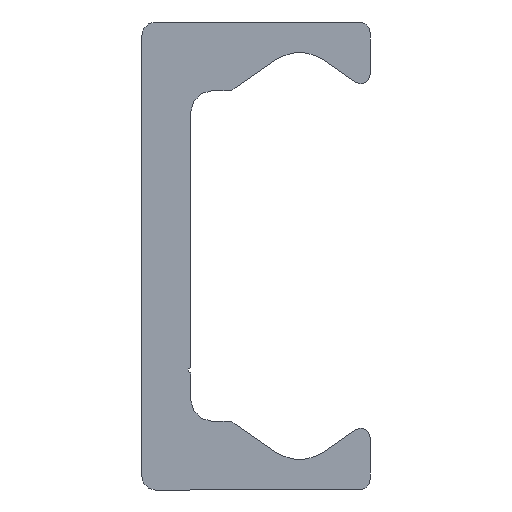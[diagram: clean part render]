
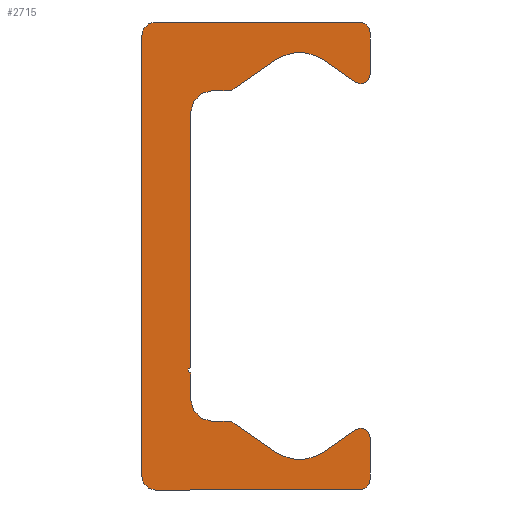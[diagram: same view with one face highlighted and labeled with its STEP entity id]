
A CAD part, left-side view. The second image highlights one B-rep face of the part: STEP entity #2715.
In plain terms, the highlighted planar face has unit normal (-1, 0, 0).
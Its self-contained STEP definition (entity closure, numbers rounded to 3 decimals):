
#1668=CARTESIAN_POINT('',(0.0,9.25,-21.5));
#1669=VERTEX_POINT('',#1668);
#1676=CARTESIAN_POINT('',(0.0,10.5,-20.25));
#1677=VERTEX_POINT('',#1676);
#1678=CARTESIAN_POINT('',(0.0,9.25,-20.25));
#1679=DIRECTION('',(1.0,0.0,0.0));
#1680=DIRECTION('',(0.0,0.0,-1.0));
#1681=AXIS2_PLACEMENT_3D('',#1678,#1679,#1680);
#1682=CIRCLE('',#1681,1.25);
#1683=EDGE_CURVE('',#1669,#1677,#1682,.T.);
#1707=CARTESIAN_POINT('',(0.0,-9.5,-21.5));
#1708=VERTEX_POINT('',#1707);
#1715=CARTESIAN_POINT('',(0.0,-9.5,-21.5));
#1716=DIRECTION('',(0.0,1.0,0.0));
#1717=VECTOR('',#1716,18.75);
#1718=LINE('',#1715,#1717);
#1719=EDGE_CURVE('',#1708,#1669,#1718,.T.);
#1739=CARTESIAN_POINT('',(0.0,-10.5,-20.5));
#1740=VERTEX_POINT('',#1739);
#1747=CARTESIAN_POINT('',(0.0,-9.5,-20.5));
#1748=DIRECTION('',(1.0,0.0,0.0));
#1749=DIRECTION('',(0.0,-1.0,0.0));
#1750=AXIS2_PLACEMENT_3D('',#1747,#1748,#1749);
#1751=CIRCLE('',#1750,1.0);
#1752=EDGE_CURVE('',#1740,#1708,#1751,.T.);
#1771=CARTESIAN_POINT('',(0.0,-10.5,-16.65));
#1772=VERTEX_POINT('',#1771);
#1779=CARTESIAN_POINT('',(0.0,-10.5,-16.65));
#1780=DIRECTION('',(0.0,0.0,-1.0));
#1781=VECTOR('',#1780,3.85);
#1782=LINE('',#1779,#1781);
#1783=EDGE_CURVE('',#1772,#1740,#1782,.T.);
#1803=CARTESIAN_POINT('',(0.0,-9.162,-15.954));
#1804=VERTEX_POINT('',#1803);
#1811=CARTESIAN_POINT('',(0.0,-9.65,-16.65));
#1812=DIRECTION('',(1.0,0.0,0.0));
#1813=DIRECTION('',(0.0,0.574,0.819));
#1814=AXIS2_PLACEMENT_3D('',#1811,#1812,#1813);
#1815=CIRCLE('',#1814,0.85);
#1816=EDGE_CURVE('',#1804,#1772,#1815,.T.);
#1835=CARTESIAN_POINT('',(0.0,-6.294,-17.962));
#1836=VERTEX_POINT('',#1835);
#1843=CARTESIAN_POINT('',(0.0,-6.294,-17.962));
#1844=DIRECTION('',(0.0,-0.819,0.574));
#1845=VECTOR('',#1844,3.501);
#1846=LINE('',#1843,#1845);
#1847=EDGE_CURVE('',#1836,#1804,#1846,.T.);
#1867=CARTESIAN_POINT('',(0.0,-1.706,-17.962));
#1868=VERTEX_POINT('',#1867);
#1875=CARTESIAN_POINT('',(0.0,-4.,-14.685));
#1876=DIRECTION('',(-1.0,0.0,0.0));
#1877=DIRECTION('',(0.0,0.574,0.819));
#1878=AXIS2_PLACEMENT_3D('',#1875,#1876,#1877);
#1879=CIRCLE('',#1878,4.0);
#1880=EDGE_CURVE('',#1868,#1836,#1879,.T.);
#1899=CARTESIAN_POINT('',(0.0,1.981,-15.381));
#1900=VERTEX_POINT('',#1899);
#1907=CARTESIAN_POINT('',(0.0,1.981,-15.381));
#1908=DIRECTION('',(0.0,-0.819,-0.574));
#1909=VECTOR('',#1908,4.5);
#1910=LINE('',#1907,#1909);
#1911=EDGE_CURVE('',#1900,#1868,#1910,.T.);
#1931=CARTESIAN_POINT('',(0.0,2.554,-15.2));
#1932=VERTEX_POINT('',#1931);
#1939=CARTESIAN_POINT('',(0.0,2.554,-16.2));
#1940=DIRECTION('',(1.0,0.0,0.0));
#1941=DIRECTION('',(0.0,0.0,1.0));
#1942=AXIS2_PLACEMENT_3D('',#1939,#1940,#1941);
#1943=CIRCLE('',#1942,1.);
#1944=EDGE_CURVE('',#1932,#1900,#1943,.T.);
#1963=CARTESIAN_POINT('',(0.0,4.0,-15.2));
#1964=VERTEX_POINT('',#1963);
#1971=CARTESIAN_POINT('',(0.0,4.0,-15.2));
#1972=DIRECTION('',(0.0,-1.0,0.0));
#1973=VECTOR('',#1972,1.446);
#1974=LINE('',#1971,#1973);
#1975=EDGE_CURVE('',#1964,#1932,#1974,.T.);
#1995=CARTESIAN_POINT('',(0.0,6.,-13.2));
#1996=VERTEX_POINT('',#1995);
#2003=CARTESIAN_POINT('',(0.0,4.,-13.2));
#2004=DIRECTION('',(-1.0,0.0,0.0));
#2005=DIRECTION('',(0.0,0.0,1.0));
#2006=AXIS2_PLACEMENT_3D('',#2003,#2004,#2005);
#2007=CIRCLE('',#2006,2.0);
#2008=EDGE_CURVE('',#1996,#1964,#2007,.T.);
#2027=CARTESIAN_POINT('',(0.0,6.,-10.75));
#2028=VERTEX_POINT('',#2027);
#2035=CARTESIAN_POINT('',(0.0,6.,-10.75));
#2036=DIRECTION('',(0.0,0.0,-1.0));
#2037=VECTOR('',#2036,2.45);
#2038=LINE('',#2035,#2037);
#2039=EDGE_CURVE('',#2028,#1996,#2038,.T.);
#2059=CARTESIAN_POINT('',(0.0,6.,-10.25));
#2060=VERTEX_POINT('',#2059);
#2067=CARTESIAN_POINT('',(0.0,6.,-10.5));
#2068=DIRECTION('',(-1.0,0.0,0.0));
#2069=DIRECTION('',(0.0,0.0,1.0));
#2070=AXIS2_PLACEMENT_3D('',#2067,#2068,#2069);
#2071=CIRCLE('',#2070,0.25);
#2072=EDGE_CURVE('',#2060,#2028,#2071,.T.);
#2091=CARTESIAN_POINT('',(0.0,6.,13.2));
#2092=VERTEX_POINT('',#2091);
#2099=CARTESIAN_POINT('',(0.0,6.,13.2));
#2100=DIRECTION('',(0.0,0.0,-1.0));
#2101=VECTOR('',#2100,23.45);
#2102=LINE('',#2099,#2101);
#2103=EDGE_CURVE('',#2092,#2060,#2102,.T.);
#2222=CARTESIAN_POINT('',(0.0,4.0,15.2));
#2223=VERTEX_POINT('',#2222);
#2230=CARTESIAN_POINT('',(0.0,4.,13.2));
#2231=DIRECTION('',(-1.0,0.0,0.0));
#2232=DIRECTION('',(0.0,-1.0,0.0));
#2233=AXIS2_PLACEMENT_3D('',#2230,#2231,#2232);
#2234=CIRCLE('',#2233,2.0);
#2235=EDGE_CURVE('',#2223,#2092,#2234,.T.);
#2254=CARTESIAN_POINT('',(0.0,2.554,15.2));
#2255=VERTEX_POINT('',#2254);
#2262=CARTESIAN_POINT('',(0.0,2.554,15.2));
#2263=DIRECTION('',(0.0,1.0,0.0));
#2264=VECTOR('',#2263,1.446);
#2265=LINE('',#2262,#2264);
#2266=EDGE_CURVE('',#2255,#2223,#2265,.T.);
#2286=CARTESIAN_POINT('',(0.0,1.981,15.381));
#2287=VERTEX_POINT('',#2286);
#2294=CARTESIAN_POINT('',(0.0,2.554,16.2));
#2295=DIRECTION('',(1.0,0.0,0.0));
#2296=DIRECTION('',(0.0,-0.574,-0.819));
#2297=AXIS2_PLACEMENT_3D('',#2294,#2295,#2296);
#2298=CIRCLE('',#2297,1.);
#2299=EDGE_CURVE('',#2287,#2255,#2298,.T.);
#2318=CARTESIAN_POINT('',(0.0,-1.706,17.962));
#2319=VERTEX_POINT('',#2318);
#2326=CARTESIAN_POINT('',(0.0,-1.706,17.962));
#2327=DIRECTION('',(0.0,0.819,-0.574));
#2328=VECTOR('',#2327,4.5);
#2329=LINE('',#2326,#2328);
#2330=EDGE_CURVE('',#2319,#2287,#2329,.T.);
#2350=CARTESIAN_POINT('',(0.0,-6.294,17.962));
#2351=VERTEX_POINT('',#2350);
#2358=CARTESIAN_POINT('',(0.0,-4.,14.685));
#2359=DIRECTION('',(-1.0,0.0,0.0));
#2360=DIRECTION('',(0.0,-0.574,-0.819));
#2361=AXIS2_PLACEMENT_3D('',#2358,#2359,#2360);
#2362=CIRCLE('',#2361,4.0);
#2363=EDGE_CURVE('',#2351,#2319,#2362,.T.);
#2382=CARTESIAN_POINT('',(0.0,-9.162,15.954));
#2383=VERTEX_POINT('',#2382);
#2390=CARTESIAN_POINT('',(0.0,-9.162,15.954));
#2391=DIRECTION('',(0.0,0.819,0.574));
#2392=VECTOR('',#2391,3.501);
#2393=LINE('',#2390,#2392);
#2394=EDGE_CURVE('',#2383,#2351,#2393,.T.);
#2414=CARTESIAN_POINT('',(0.0,-10.5,16.65));
#2415=VERTEX_POINT('',#2414);
#2422=CARTESIAN_POINT('',(0.0,-9.65,16.65));
#2423=DIRECTION('',(1.0,0.0,0.0));
#2424=DIRECTION('',(0.0,-1.0,0.0));
#2425=AXIS2_PLACEMENT_3D('',#2422,#2423,#2424);
#2426=CIRCLE('',#2425,0.85);
#2427=EDGE_CURVE('',#2415,#2383,#2426,.T.);
#2446=CARTESIAN_POINT('',(0.0,-10.5,20.5));
#2447=VERTEX_POINT('',#2446);
#2454=CARTESIAN_POINT('',(0.0,-10.5,20.5));
#2455=DIRECTION('',(0.0,0.0,-1.0));
#2456=VECTOR('',#2455,3.85);
#2457=LINE('',#2454,#2456);
#2458=EDGE_CURVE('',#2447,#2415,#2457,.T.);
#2478=CARTESIAN_POINT('',(0.0,-9.5,21.5));
#2479=VERTEX_POINT('',#2478);
#2486=CARTESIAN_POINT('',(0.0,-9.5,20.5));
#2487=DIRECTION('',(1.0,0.0,0.0));
#2488=DIRECTION('',(0.0,0.0,1.0));
#2489=AXIS2_PLACEMENT_3D('',#2486,#2487,#2488);
#2490=CIRCLE('',#2489,1.0);
#2491=EDGE_CURVE('',#2479,#2447,#2490,.T.);
#2510=CARTESIAN_POINT('',(0.0,9.25,21.5));
#2511=VERTEX_POINT('',#2510);
#2518=CARTESIAN_POINT('',(0.0,9.25,21.5));
#2519=DIRECTION('',(0.0,-1.0,0.0));
#2520=VECTOR('',#2519,18.75);
#2521=LINE('',#2518,#2520);
#2522=EDGE_CURVE('',#2511,#2479,#2521,.T.);
#2542=CARTESIAN_POINT('',(0.0,10.5,20.25));
#2543=VERTEX_POINT('',#2542);
#2550=CARTESIAN_POINT('',(0.0,9.25,20.25));
#2551=DIRECTION('',(1.0,0.0,0.0));
#2552=DIRECTION('',(0.0,1.0,0.0));
#2553=AXIS2_PLACEMENT_3D('',#2550,#2551,#2552);
#2554=CIRCLE('',#2553,1.25);
#2555=EDGE_CURVE('',#2543,#2511,#2554,.T.);
#2573=CARTESIAN_POINT('',(0.0,10.5,-20.25));
#2574=DIRECTION('',(0.0,0.0,1.0));
#2575=VECTOR('',#2574,40.5);
#2576=LINE('',#2573,#2575);
#2577=EDGE_CURVE('',#1677,#2543,#2576,.T.);
#2682=CARTESIAN_POINT('',(0.0,2.66,-0.019));
#2683=DIRECTION('',(1.0,0.0,0.0));
#2684=DIRECTION('',(0.0,0.0,-1.0));
#2685=AXIS2_PLACEMENT_3D('',#2682,#2683,#2684);
#2686=PLANE('',#2685);
#2687=ORIENTED_EDGE('',*,*,#2577,.F.);
#2688=ORIENTED_EDGE('',*,*,#1683,.F.);
#2689=ORIENTED_EDGE('',*,*,#1719,.F.);
#2690=ORIENTED_EDGE('',*,*,#1752,.F.);
#2691=ORIENTED_EDGE('',*,*,#1783,.F.);
#2692=ORIENTED_EDGE('',*,*,#1816,.F.);
#2693=ORIENTED_EDGE('',*,*,#1847,.F.);
#2694=ORIENTED_EDGE('',*,*,#1880,.F.);
#2695=ORIENTED_EDGE('',*,*,#1911,.F.);
#2696=ORIENTED_EDGE('',*,*,#1944,.F.);
#2697=ORIENTED_EDGE('',*,*,#1975,.F.);
#2698=ORIENTED_EDGE('',*,*,#2008,.F.);
#2699=ORIENTED_EDGE('',*,*,#2039,.F.);
#2700=ORIENTED_EDGE('',*,*,#2072,.F.);
#2701=ORIENTED_EDGE('',*,*,#2103,.F.);
#2702=ORIENTED_EDGE('',*,*,#2235,.F.);
#2703=ORIENTED_EDGE('',*,*,#2266,.F.);
#2704=ORIENTED_EDGE('',*,*,#2299,.F.);
#2705=ORIENTED_EDGE('',*,*,#2330,.F.);
#2706=ORIENTED_EDGE('',*,*,#2363,.F.);
#2707=ORIENTED_EDGE('',*,*,#2394,.F.);
#2708=ORIENTED_EDGE('',*,*,#2427,.F.);
#2709=ORIENTED_EDGE('',*,*,#2458,.F.);
#2710=ORIENTED_EDGE('',*,*,#2491,.F.);
#2711=ORIENTED_EDGE('',*,*,#2522,.F.);
#2712=ORIENTED_EDGE('',*,*,#2555,.F.);
#2713=EDGE_LOOP('',(#2687,#2688,#2689,#2690,#2691,#2692,#2693,#2694,#2695,#2696,#2697,#2698,#2699,#2700,#2701,#2702,#2703,#2704,#2705,#2706,#2707,#2708,#2709,#2710,#2711,#2712));
#2714=FACE_OUTER_BOUND('',#2713,.T.);
#2715=ADVANCED_FACE('',(#2714),#2686,.F.);
